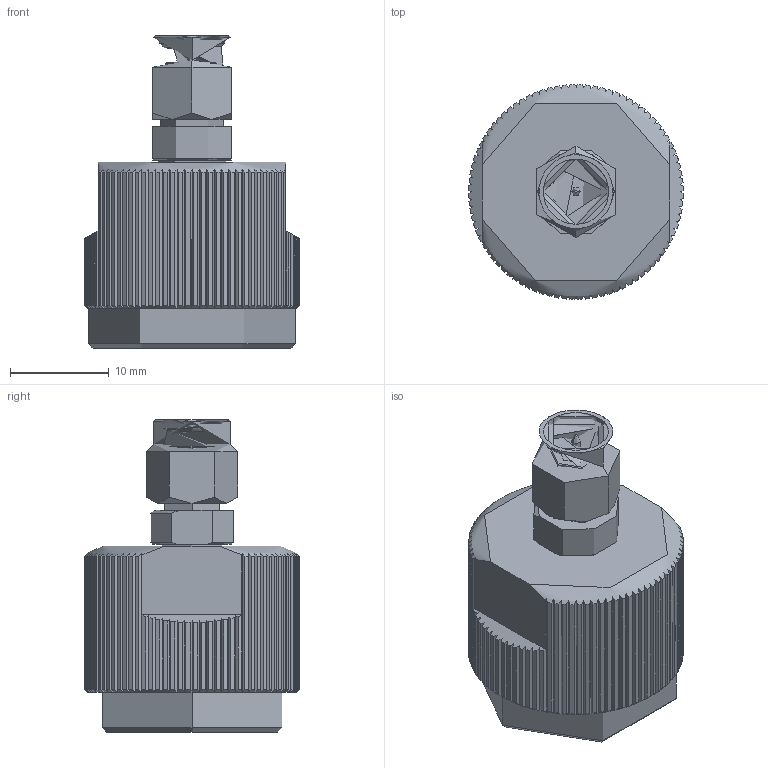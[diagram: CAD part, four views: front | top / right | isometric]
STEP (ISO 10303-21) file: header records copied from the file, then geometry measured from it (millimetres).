
FILE_DESCRIPTION (( 'STEP AP214' ), '1' );
FILE_NAME ('CT-2FN3M-LN1.STEP', '2025-01-24T21:36:21', ( '' ), ( '' ), 'SwSTEP 2.0', 'SolidWorks 2021', '' );
FILE_SCHEMA (( 'AUTOMOTIVE_DESIGN' ));
Length unit declared in the file: inch
Products named in the file (1): CT-2FN3M-LN1
Bounding box: 21.8 x 21.8 x 31.75 mm (x, y, z)
Topology: 0 solids, 3 shells, 497 faces, 1232 edges, 754 vertices
Faces by surface type: plane 221, cylinder 145, cone 125, bspline 6
Full cylindrical faces by diameter (mm): 5.66 x1
Entity records: 25404 total; most frequent: CARTESIAN_POINT 7970, ORIENTED_EDGE 2446, DIRECTION 2067, EDGE_CURVE 1231, AXIS2_PLACEMENT_3D 827, VERTEX_POINT 755, EDGE_LOOP 517, LENGTH_MEASURE_WITH_UNIT 499
